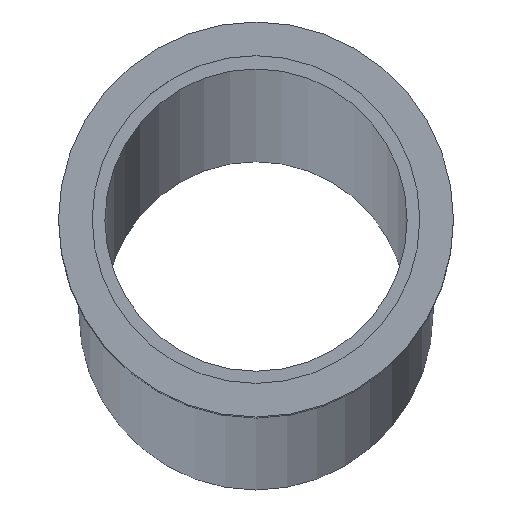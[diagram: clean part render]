
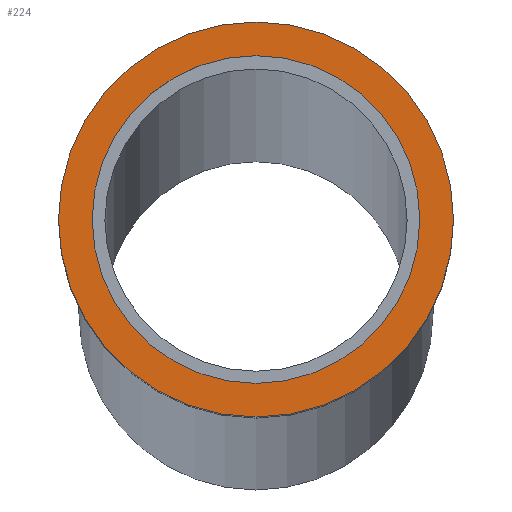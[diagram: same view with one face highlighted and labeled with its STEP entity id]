
A CAD part, top view. The second image highlights one B-rep face of the part: STEP entity #224.
In plain terms, the highlighted face is planar.
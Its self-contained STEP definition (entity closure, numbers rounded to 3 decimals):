
#2 = CARTESIAN_POINT ( 'NONE',  ( 17.5, 0., 11.15 ) ) ;
#22 = VERTEX_POINT ( 'NONE', #266 ) ;
#26 = CARTESIAN_POINT ( 'NONE',  ( 17.5, 0., 9.25 ) ) ;
#31 = EDGE_CURVE ( 'NONE', #304, #193, #194, .T. ) ;
#38 = EDGE_CURVE ( 'NONE', #64, #22, #316, .T. ) ;
#40 = CARTESIAN_POINT ( 'NONE',  ( 17.5, 0., 0. ) ) ;
#58 = DIRECTION ( 'NONE',  ( 0., 0., 1. ) ) ;
#60 = CARTESIAN_POINT ( 'NONE',  ( 17.5, 0., 0. ) ) ;
#64 = VERTEX_POINT ( 'NONE', #2 ) ;
#74 = AXIS2_PLACEMENT_3D ( 'NONE', #40, #308, #271 ) ;
#75 = CARTESIAN_POINT ( 'NONE',  ( 17.5, 0., 0. ) ) ;
#76 = DIRECTION ( 'NONE',  ( 0., 0., 1. ) ) ;
#102 = AXIS2_PLACEMENT_3D ( 'NONE', #219, #148, #289 ) ;
#107 = CARTESIAN_POINT ( 'NONE',  ( 17.5, 11.15, 0. ) ) ;
#119 = CIRCLE ( 'NONE', #339, 9.25 ) ;
#143 = FACE_BOUND ( 'NONE', #149, .T. ) ;
#148 = DIRECTION ( 'NONE',  ( -1., 0., 0. ) ) ;
#149 = EDGE_LOOP ( 'NONE', ( #159, #338 ) ) ;
#159 = ORIENTED_EDGE ( 'NONE', *, *, #31, .T. ) ;
#185 = DIRECTION ( 'NONE',  ( -1., 0., 0. ) ) ;
#193 = VERTEX_POINT ( 'NONE', #388 ) ;
#194 = CIRCLE ( 'NONE', #221, 9.25 ) ;
#219 = CARTESIAN_POINT ( 'NONE',  ( 17.5, 0., 0. ) ) ;
#221 = AXIS2_PLACEMENT_3D ( 'NONE', #75, #342, #377 ) ;
#224 = ADVANCED_FACE ( 'NONE', ( #320, #143 ), #392, .F. ) ;
#248 = EDGE_CURVE ( 'NONE', #22, #64, #351, .T. ) ;
#259 = AXIS2_PLACEMENT_3D ( 'NONE', #107, #322, #76 ) ;
#266 = CARTESIAN_POINT ( 'NONE',  ( 17.5, 0., -11.15 ) ) ;
#270 = ORIENTED_EDGE ( 'NONE', *, *, #38, .F. ) ;
#271 = DIRECTION ( 'NONE',  ( 0., 0., 1. ) ) ;
#287 = EDGE_CURVE ( 'NONE', #193, #304, #119, .T. ) ;
#289 = DIRECTION ( 'NONE',  ( 0., 0., 1. ) ) ;
#300 = ORIENTED_EDGE ( 'NONE', *, *, #248, .F. ) ;
#304 = VERTEX_POINT ( 'NONE', #26 ) ;
#307 = EDGE_LOOP ( 'NONE', ( #270, #300 ) ) ;
#308 = DIRECTION ( 'NONE',  ( -1., 0., 0. ) ) ;
#316 = CIRCLE ( 'NONE', #74, 11.15 ) ;
#320 = FACE_OUTER_BOUND ( 'NONE', #307, .T. ) ;
#322 = DIRECTION ( 'NONE',  ( -1., 0., 0. ) ) ;
#338 = ORIENTED_EDGE ( 'NONE', *, *, #287, .T. ) ;
#339 = AXIS2_PLACEMENT_3D ( 'NONE', #60, #185, #58 ) ;
#342 = DIRECTION ( 'NONE',  ( -1., 0., 0. ) ) ;
#351 = CIRCLE ( 'NONE', #102, 11.15 ) ;
#377 = DIRECTION ( 'NONE',  ( 0., 0., 1. ) ) ;
#388 = CARTESIAN_POINT ( 'NONE',  ( 17.5, 0., -9.25 ) ) ;
#392 = PLANE ( 'NONE',  #259 ) ;
